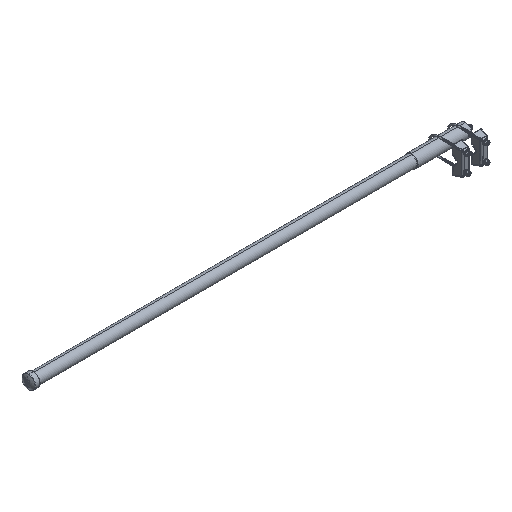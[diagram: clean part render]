
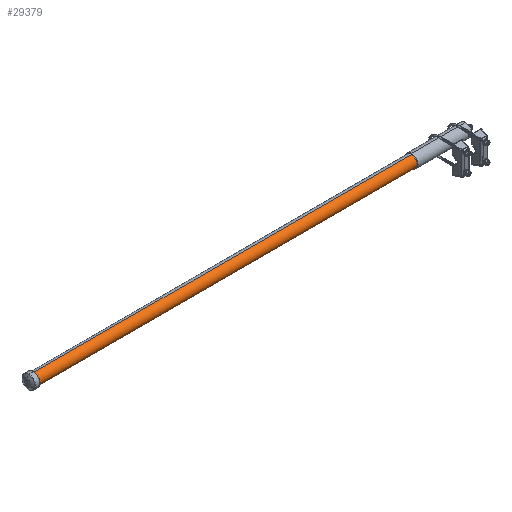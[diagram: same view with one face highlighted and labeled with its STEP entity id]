
A CAD part, isometric view. The second image highlights one B-rep face of the part: STEP entity #29379.
In plain terms, the highlighted cylindrical face has radius 19.177 mm (diameter 38.354 mm), a partial arc.
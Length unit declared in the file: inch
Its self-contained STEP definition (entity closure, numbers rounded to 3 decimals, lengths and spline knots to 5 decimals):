
#1469 = FACE_OUTER_BOUND ( 'NONE', #30150, .T. ) ;
#1478 = CYLINDRICAL_SURFACE ( 'NONE', #15321, 0.755 ) ;
#3750 = CARTESIAN_POINT ( 'NONE',  ( -56.94, 0., 0. ) ) ;
#3751 = DIRECTION ( 'NONE',  ( 1., 0., 0. ) ) ;
#3752 = DIRECTION ( 'NONE',  ( 0., 0., -1. ) ) ;
#3753 = CARTESIAN_POINT ( 'NONE',  ( 8.51438, 0., -0.755 ) ) ;
#3757 = DIRECTION ( 'NONE',  ( 1., 0., 0. ) ) ;
#7140 = CIRCLE ( 'NONE', #7950, 0.755 ) ;
#7145 = LINE ( 'NONE', #33405, #7148 ) ;
#7146 = LINE ( 'NONE', #3753, #7151 ) ;
#7148 = VECTOR ( 'NONE', #33413, 39.37008 ) ;
#7151 = VECTOR ( 'NONE', #3757, 39.37008 ) ;
#7152 = CIRCLE ( 'NONE', #7964, 0.755 ) ;
#7950 = AXIS2_PLACEMENT_3D ( 'NONE', #3750, #3751, #3752 ) ;
#7964 = AXIS2_PLACEMENT_3D ( 'NONE', #33440, #33441, #33443 ) ;
#15321 = AXIS2_PLACEMENT_3D ( 'NONE', #55454, #55441, #55463 ) ;
#15800 = EDGE_CURVE ( 'NONE', #54532, #54633, #7140, .T. ) ;
#15809 = EDGE_CURVE ( 'NONE', #54532, #54640, #7145, .T. ) ;
#15811 = EDGE_CURVE ( 'NONE', #54633, #57459, #7146, .T. ) ;
#15815 = EDGE_CURVE ( 'NONE', #54640, #57459, #7152, .T. ) ;
#29379 = ADVANCED_FACE ( 'NONE', ( #1469 ), #1478, .T. ) ;
#30150 = EDGE_LOOP ( 'NONE', ( #36871, #36881, #36880, #36872 ) ) ;
#33405 = CARTESIAN_POINT ( 'NONE',  ( 8.51438, 0., 0.755 ) ) ;
#33413 = DIRECTION ( 'NONE',  ( 1., 0., 0. ) ) ;
#33440 = CARTESIAN_POINT ( 'NONE',  ( -7.165, 0., 0. ) ) ;
#33441 = DIRECTION ( 'NONE',  ( 1., 0., 0. ) ) ;
#33443 = DIRECTION ( 'NONE',  ( 0., 0., -1. ) ) ;
#36871 = ORIENTED_EDGE ( 'NONE', *, *, #15809, .F. ) ;
#36872 = ORIENTED_EDGE ( 'NONE', *, *, #15815, .F. ) ;
#36880 = ORIENTED_EDGE ( 'NONE', *, *, #15811, .T. ) ;
#36881 = ORIENTED_EDGE ( 'NONE', *, *, #15800, .T. ) ;
#40231 = CARTESIAN_POINT ( 'NONE',  ( -56.94, 0., 0.755 ) ) ;
#40373 = CARTESIAN_POINT ( 'NONE',  ( -56.94, 0., -0.755 ) ) ;
#40385 = CARTESIAN_POINT ( 'NONE',  ( -7.165, 0., 0.755 ) ) ;
#41100 = CARTESIAN_POINT ( 'NONE',  ( -7.165, 0., -0.755 ) ) ;
#54532 = VERTEX_POINT ( 'NONE', #40231 ) ;
#54633 = VERTEX_POINT ( 'NONE', #40373 ) ;
#54640 = VERTEX_POINT ( 'NONE', #40385 ) ;
#55441 = DIRECTION ( 'NONE',  ( 1., 0., 0. ) ) ;
#55454 = CARTESIAN_POINT ( 'NONE',  ( 8.51438, 0., 0. ) ) ;
#55463 = DIRECTION ( 'NONE',  ( 0., 0., -1. ) ) ;
#57459 = VERTEX_POINT ( 'NONE', #41100 ) ;
